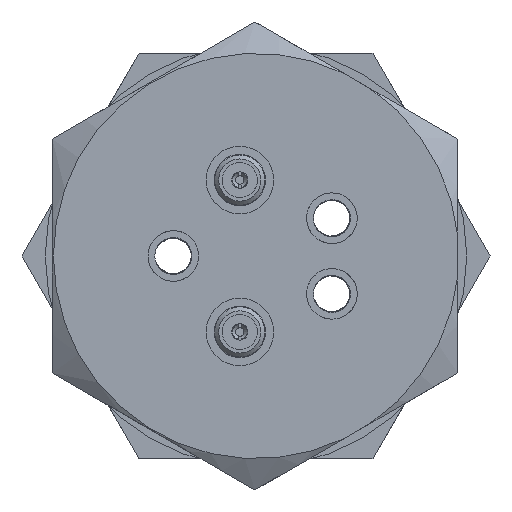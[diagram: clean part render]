
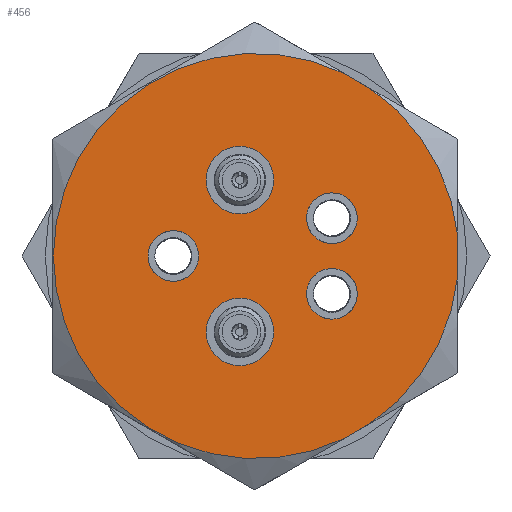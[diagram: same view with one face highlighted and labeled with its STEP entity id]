
A CAD part, left-side view. The second image highlights one B-rep face of the part: STEP entity #456.
In plain terms, the highlighted planar face has unit normal (-1, 0, 0).
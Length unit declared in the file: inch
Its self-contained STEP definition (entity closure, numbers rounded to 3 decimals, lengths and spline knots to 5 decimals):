
#206=LINE('',#4262,#259);
#208=LINE('',#4276,#261);
#209=LINE('',#4288,#262);
#259=VECTOR('',#3348,1.);
#261=VECTOR('',#3352,1.);
#262=VECTOR('',#3355,1.);
#326=PLANE('',#2957);
#456=ADVANCED_FACE('',(#846,#847,#848,#849,#850,#851),#326,.F.);
#733=B_SPLINE_CURVE_WITH_KNOTS('',3,(#4298,#4299,#4300,#4301,#4302,#4303,
#4304,#4305,#4306,#4307,#4308,#4309,#4310,#4311,#4312,#4313,#4314,#4315,
#4316),.UNSPECIFIED.,.T.,.F.,(1,1,2,1,1,1,1,1,1,1,1,1,1,1,1,1,1,1,2,1,1),
(-0.125,-0.0625,0.,0.0625,0.125,0.1875,0.25,0.3125,0.375,0.4375,0.5,0.5625,
0.625,0.6875,0.75,0.8125,0.875,0.9375,1.,1.0625,1.125),.UNSPECIFIED.);
#734=B_SPLINE_CURVE_WITH_KNOTS('',3,(#4318,#4319,#4320,#4321,#4322,#4323,
#4324,#4325,#4326,#4327,#4328,#4329,#4330,#4331,#4332,#4333,#4334,#4335,
#4336),.UNSPECIFIED.,.T.,.F.,(1,1,2,1,1,1,1,1,1,1,1,1,1,1,1,1,1,1,2,1,1),
(-0.125,-0.0625,0.,0.0625,0.125,0.1875,0.25,0.3125,0.375,0.4375,0.5,0.5625,
0.625,0.6875,0.75,0.8125,0.875,0.9375,1.,1.0625,1.125),.UNSPECIFIED.);
#735=B_SPLINE_CURVE_WITH_KNOTS('',3,(#4338,#4339,#4340,#4341,#4342,#4343,
#4344,#4345,#4346,#4347,#4348,#4349,#4350,#4351,#4352,#4353,#4354,#4355,
#4356),.UNSPECIFIED.,.T.,.F.,(1,1,2,1,1,1,1,1,1,1,1,1,1,1,1,1,1,1,2,1,1),
(-0.125,-0.0625,0.,0.0625,0.125,0.1875,0.25,0.3125,0.375,0.4375,0.5,0.5625,
0.625,0.6875,0.75,0.8125,0.875,0.9375,1.,1.0625,1.125),.UNSPECIFIED.);
#846=FACE_BOUND('',#1103,.T.);
#847=FACE_BOUND('',#1104,.T.);
#848=FACE_BOUND('',#1105,.T.);
#849=FACE_BOUND('',#1106,.T.);
#850=FACE_BOUND('',#1107,.T.);
#851=FACE_BOUND('',#1108,.T.);
#1103=EDGE_LOOP('',(#1468,#1469,#1470,#1471,#1472,#1473));
#1104=EDGE_LOOP('',(#1474));
#1105=EDGE_LOOP('',(#1475));
#1106=EDGE_LOOP('',(#1476));
#1107=EDGE_LOOP('',(#1477));
#1108=EDGE_LOOP('',(#1478));
#1468=ORIENTED_EDGE('',*,*,#2435,.T.);
#1469=ORIENTED_EDGE('',*,*,#2426,.F.);
#1470=ORIENTED_EDGE('',*,*,#2436,.T.);
#1471=ORIENTED_EDGE('',*,*,#2433,.F.);
#1472=ORIENTED_EDGE('',*,*,#2437,.T.);
#1473=ORIENTED_EDGE('',*,*,#2430,.F.);
#1474=ORIENTED_EDGE('',*,*,#2438,.T.);
#1475=ORIENTED_EDGE('',*,*,#2439,.T.);
#1476=ORIENTED_EDGE('',*,*,#2440,.T.);
#1477=ORIENTED_EDGE('',*,*,#2441,.T.);
#1478=ORIENTED_EDGE('',*,*,#2442,.T.);
#2147=VERTEX_POINT('',#4261);
#2148=VERTEX_POINT('',#4263);
#2150=VERTEX_POINT('',#4275);
#2151=VERTEX_POINT('',#4277);
#2152=VERTEX_POINT('',#4287);
#2153=VERTEX_POINT('',#4289);
#2154=VERTEX_POINT('',#4317);
#2155=VERTEX_POINT('',#4337);
#2156=VERTEX_POINT('',#4357);
#2157=VERTEX_POINT('',#4359);
#2158=VERTEX_POINT('',#4361);
#2426=EDGE_CURVE('',#2147,#2148,#206,.T.);
#2430=EDGE_CURVE('',#2150,#2151,#208,.T.);
#2433=EDGE_CURVE('',#2152,#2153,#209,.T.);
#2435=EDGE_CURVE('',#2150,#2148,#2764,.T.);
#2436=EDGE_CURVE('',#2147,#2153,#2765,.T.);
#2437=EDGE_CURVE('',#2152,#2151,#2766,.T.);
#2438=EDGE_CURVE('',#2154,#2154,#733,.T.);
#2439=EDGE_CURVE('',#2155,#2155,#734,.T.);
#2440=EDGE_CURVE('',#2156,#2156,#735,.T.);
#2441=EDGE_CURVE('',#2157,#2157,#2767,.T.);
#2442=EDGE_CURVE('',#2158,#2158,#2768,.T.);
#2764=CIRCLE('',#2952,0.75);
#2765=CIRCLE('',#2953,0.75);
#2766=CIRCLE('',#2954,0.75);
#2767=CIRCLE('',#2955,0.125);
#2768=CIRCLE('',#2956,0.125);
#2952=AXIS2_PLACEMENT_3D('',#4295,#3358,#3359);
#2953=AXIS2_PLACEMENT_3D('',#4296,#3360,#3361);
#2954=AXIS2_PLACEMENT_3D('',#4297,#3362,#3363);
#2955=AXIS2_PLACEMENT_3D('',#4358,#3364,#3365);
#2956=AXIS2_PLACEMENT_3D('',#4360,#3366,#3367);
#2957=AXIS2_PLACEMENT_3D('',#4362,#3368,#3369);
#3348=DIRECTION('',(0.,0.,-1.));
#3352=DIRECTION('',(0.,0.866,-0.5));
#3355=DIRECTION('',(0.,-0.866,-0.5));
#3358=DIRECTION('',(-1.,0.,0.));
#3359=DIRECTION('',(0.,0.,1.));
#3360=DIRECTION('',(-1.,0.,0.));
#3361=DIRECTION('',(0.,0.,1.));
#3362=DIRECTION('',(-1.,0.,0.));
#3363=DIRECTION('',(0.,0.,1.));
#3364=DIRECTION('',(1.,0.,0.));
#3365=DIRECTION('',(0.,0.,1.));
#3366=DIRECTION('',(1.,0.,0.));
#3367=DIRECTION('',(0.,0.,1.));
#3368=DIRECTION('',(1.,0.,0.));
#3369=DIRECTION('',(0.,0.,-1.));
#4261=CARTESIAN_POINT('',(-0.38,-0.74598,0.07757));
#4262=CARTESIAN_POINT('',(-0.38,-0.74598,0.433));
#4263=CARTESIAN_POINT('',(-0.38,-0.74598,-0.07757));
#4275=CARTESIAN_POINT('',(-0.38,-0.42165,-0.62025));
#4276=CARTESIAN_POINT('',(-0.38,-0.74598,-0.433));
#4277=CARTESIAN_POINT('',(-0.38,-0.32633,-0.67529));
#4287=CARTESIAN_POINT('',(-0.38,-0.32633,0.67529));
#4288=CARTESIAN_POINT('',(-0.38,0.004,0.866));
#4289=CARTESIAN_POINT('',(-0.38,-0.42165,0.62025));
#4295=CARTESIAN_POINT('',(-0.38,0.,0.));
#4296=CARTESIAN_POINT('',(-0.38,0.,0.));
#4297=CARTESIAN_POINT('',(-0.38,0.,0.));
#4298=CARTESIAN_POINT('',(-0.38,-0.18747,-0.15014));
#4299=CARTESIAN_POINT('',(-0.38,-0.18745,-0.12985));
#4300=CARTESIAN_POINT('',(-0.38,-0.19084,-0.10761));
#4301=CARTESIAN_POINT('',(-0.38,-0.21081,-0.07388));
#4302=CARTESIAN_POINT('',(-0.38,-0.24545,-0.05025));
#4303=CARTESIAN_POINT('',(-0.38,-0.28552,-0.04401));
#4304=CARTESIAN_POINT('',(-0.38,-0.32003,-0.05313));
#4305=CARTESIAN_POINT('',(-0.38,-0.34536,-0.06953));
#4306=CARTESIAN_POINT('',(-0.38,-0.36837,-0.09963));
#4307=CARTESIAN_POINT('',(-0.38,-0.37755,-0.14002));
#4308=CARTESIAN_POINT('',(-0.38,-0.3684,-0.18033));
#4309=CARTESIAN_POINT('',(-0.38,-0.34539,-0.21047));
#4310=CARTESIAN_POINT('',(-0.38,-0.31996,-0.22691));
#4311=CARTESIAN_POINT('',(-0.38,-0.28552,-0.23599));
#4312=CARTESIAN_POINT('',(-0.38,-0.24552,-0.22971));
#4313=CARTESIAN_POINT('',(-0.38,-0.21081,-0.20615));
#4314=CARTESIAN_POINT('',(-0.38,-0.19081,-0.17243));
#4315=CARTESIAN_POINT('',(-0.38,-0.18747,-0.15014));
#4316=CARTESIAN_POINT('',(-0.38,-0.18745,-0.12985));
#4317=CARTESIAN_POINT('',(-0.38,-0.18746,-0.14));
#4318=CARTESIAN_POINT('',(-0.38,0.39953,-0.01014));
#4319=CARTESIAN_POINT('',(-0.38,0.39955,0.01015));
#4320=CARTESIAN_POINT('',(-0.38,0.39616,0.03239));
#4321=CARTESIAN_POINT('',(-0.38,0.37619,0.06612));
#4322=CARTESIAN_POINT('',(-0.38,0.34155,0.08975));
#4323=CARTESIAN_POINT('',(-0.38,0.30148,0.09599));
#4324=CARTESIAN_POINT('',(-0.38,0.26697,0.08687));
#4325=CARTESIAN_POINT('',(-0.38,0.24164,0.07047));
#4326=CARTESIAN_POINT('',(-0.38,0.21863,0.04037));
#4327=CARTESIAN_POINT('',(-0.38,0.20945,-0.00002));
#4328=CARTESIAN_POINT('',(-0.38,0.2186,-0.04033));
#4329=CARTESIAN_POINT('',(-0.38,0.24161,-0.07047));
#4330=CARTESIAN_POINT('',(-0.38,0.26704,-0.08691));
#4331=CARTESIAN_POINT('',(-0.38,0.30148,-0.09599));
#4332=CARTESIAN_POINT('',(-0.38,0.34148,-0.08971));
#4333=CARTESIAN_POINT('',(-0.38,0.37619,-0.06615));
#4334=CARTESIAN_POINT('',(-0.38,0.39619,-0.03243));
#4335=CARTESIAN_POINT('',(-0.38,0.39953,-0.01014));
#4336=CARTESIAN_POINT('',(-0.38,0.39955,0.01015));
#4337=CARTESIAN_POINT('',(-0.38,0.39954,0.));
#4338=CARTESIAN_POINT('',(-0.38,-0.18747,0.12986));
#4339=CARTESIAN_POINT('',(-0.38,-0.18745,0.15015));
#4340=CARTESIAN_POINT('',(-0.38,-0.19084,0.17239));
#4341=CARTESIAN_POINT('',(-0.38,-0.21081,0.20612));
#4342=CARTESIAN_POINT('',(-0.38,-0.24545,0.22975));
#4343=CARTESIAN_POINT('',(-0.38,-0.28552,0.23599));
#4344=CARTESIAN_POINT('',(-0.38,-0.32003,0.22687));
#4345=CARTESIAN_POINT('',(-0.38,-0.34536,0.21047));
#4346=CARTESIAN_POINT('',(-0.38,-0.36837,0.18037));
#4347=CARTESIAN_POINT('',(-0.38,-0.37755,0.13998));
#4348=CARTESIAN_POINT('',(-0.38,-0.3684,0.09967));
#4349=CARTESIAN_POINT('',(-0.38,-0.34539,0.06953));
#4350=CARTESIAN_POINT('',(-0.38,-0.31996,0.05309));
#4351=CARTESIAN_POINT('',(-0.38,-0.28552,0.04401));
#4352=CARTESIAN_POINT('',(-0.38,-0.24552,0.05029));
#4353=CARTESIAN_POINT('',(-0.38,-0.21081,0.07385));
#4354=CARTESIAN_POINT('',(-0.38,-0.19081,0.10757));
#4355=CARTESIAN_POINT('',(-0.38,-0.18747,0.12986));
#4356=CARTESIAN_POINT('',(-0.38,-0.18745,0.15015));
#4357=CARTESIAN_POINT('',(-0.38,-0.18746,0.14));
#4358=CARTESIAN_POINT('',(-0.38,0.06,-0.281));
#4359=CARTESIAN_POINT('',(-0.38,0.06,-0.156));
#4360=CARTESIAN_POINT('',(-0.38,0.06,0.281));
#4361=CARTESIAN_POINT('',(-0.38,0.06,0.406));
#4362=CARTESIAN_POINT('',(-0.38,0.75,0.));
